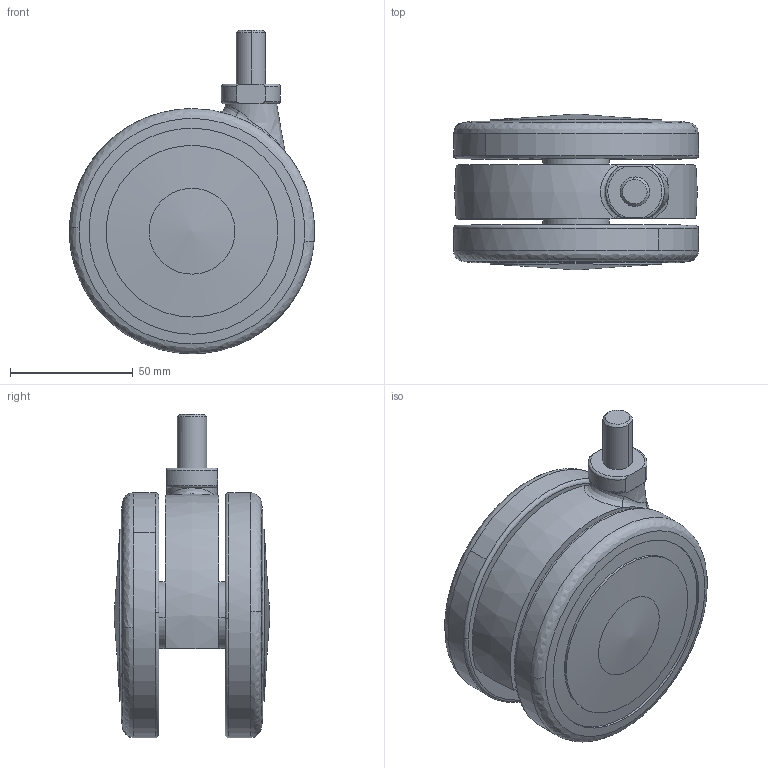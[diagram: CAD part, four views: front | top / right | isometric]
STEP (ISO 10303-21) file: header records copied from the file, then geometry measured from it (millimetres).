
FILE_DESCRIPTION((''),'2;1');
FILE_NAME('','2006-10-31T08:34:34',(''),(''),'','CADfix','');
FILE_SCHEMA(('AUTOMOTIVE_DESIGN'));
Length unit declared in the file: millimetre
Products named in the file (5): wheel_mr; wheel; main shaft; body; SUS_TE100N12_4463_36
Assembly tree (4 placements, depth 2):
  SUS_TE100N12_4463_36
    wheel_mr
    wheel
    main shaft
    body
Bounding box: 99.97 x 63.57 x 132 mm (x, y, z)
Volume: 306389.9 mm3; surface area: 71255 mm2
Topology: 4 solids, 4 shells, 134 faces, 427 edges, 313 vertices
Faces by surface type: bspline 134
Entity records: 6440 total; most frequent: CARTESIAN_POINT 4053, ORIENTED_EDGE 854, EDGE_CURVE 427, VERTEX_POINT 313, EDGE_LOOP 156, QUASI_UNIFORM_CURVE 140, FACE_OUTER_BOUND 134, ADVANCED_FACE 134
